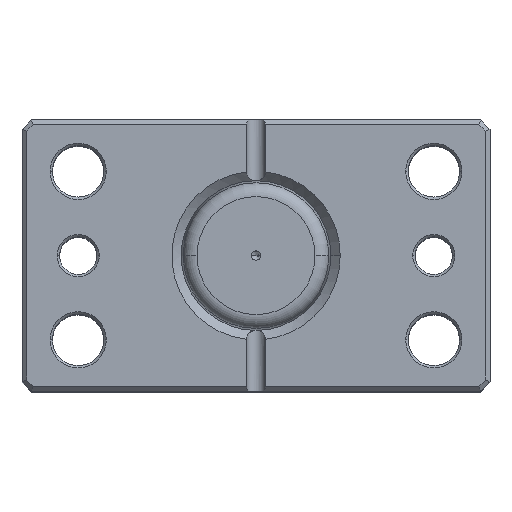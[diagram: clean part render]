
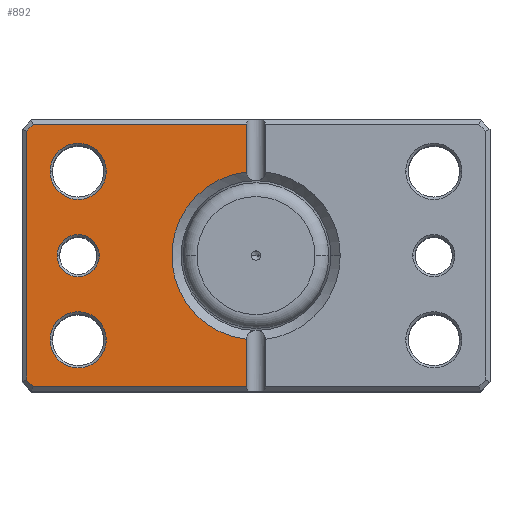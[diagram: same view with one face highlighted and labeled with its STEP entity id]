
A CAD part, top view. The second image highlights one B-rep face of the part: STEP entity #892.
In plain terms, the highlighted face is planar.
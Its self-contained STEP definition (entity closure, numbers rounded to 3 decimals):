
#210 = CARTESIAN_POINT ( 'NONE',  ( 32., 18., 0. ) ) ;
#225 = EDGE_LOOP ( 'NONE', ( #3850, #6841 ) ) ;
#229 = CARTESIAN_POINT ( 'NONE',  ( 2., 28., 0. ) ) ;
#242 = LINE ( 'NONE', #4569, #2936 ) ;
#301 = EDGE_CURVE ( 'NONE', #2850, #5748, #5546, .T. ) ;
#369 = CIRCLE ( 'NONE', #5945, 6. ) ;
#387 = LINE ( 'NONE', #5950, #3225 ) ;
#456 = ORIENTED_EDGE ( 'NONE', *, *, #4900, .T. ) ;
#472 = FACE_OUTER_BOUND ( 'NONE', #6264, .T. ) ;
#500 = ORIENTED_EDGE ( 'NONE', *, *, #3042, .T. ) ;
#512 = VERTEX_POINT ( 'NONE', #229 ) ;
#541 = CARTESIAN_POINT ( 'NONE',  ( 32., -18., 0. ) ) ;
#561 = EDGE_CURVE ( 'NONE', #2613, #1391, #2487, .T. ) ;
#602 = VERTEX_POINT ( 'NONE', #6305 ) ;
#647 = EDGE_CURVE ( 'NONE', #602, #1012, #3713, .T. ) ;
#745 = DIRECTION ( 'NONE',  ( 0., 1., 0. ) ) ;
#776 = CARTESIAN_POINT ( 'NONE',  ( 38., -18., 0. ) ) ;
#803 = AXIS2_PLACEMENT_3D ( 'NONE', #6091, #5799, #3734 ) ;
#871 = LINE ( 'NONE', #3626, #6370 ) ;
#892 = ADVANCED_FACE ( 'NONE', ( #3309, #6134, #1900, #472 ), #4543, .F. ) ;
#955 = CIRCLE ( 'NONE', #5776, 4.5 ) ;
#1012 = VERTEX_POINT ( 'NONE', #1056 ) ;
#1048 = CIRCLE ( 'NONE', #4783, 6. ) ;
#1056 = CARTESIAN_POINT ( 'NONE',  ( 2., -28., 0. ) ) ;
#1100 = VERTEX_POINT ( 'NONE', #6023 ) ;
#1107 = EDGE_CURVE ( 'NONE', #1100, #3383, #387, .T. ) ;
#1191 = CARTESIAN_POINT ( 'NONE',  ( 49., 26.586, 0. ) ) ;
#1244 = CARTESIAN_POINT ( 'NONE',  ( 2., -17.889, 0. ) ) ;
#1327 = DIRECTION ( 'NONE',  ( 1., 0., 0. ) ) ;
#1328 = CARTESIAN_POINT ( 'NONE',  ( 2., 29., 0. ) ) ;
#1336 = ORIENTED_EDGE ( 'NONE', *, *, #6114, .T. ) ;
#1391 = VERTEX_POINT ( 'NONE', #2593 ) ;
#1437 = DIRECTION ( 'NONE',  ( 0., 0., 1. ) ) ;
#1438 = LINE ( 'NONE', #1328, #5322 ) ;
#1554 = ORIENTED_EDGE ( 'NONE', *, *, #5456, .T. ) ;
#1614 = DIRECTION ( 'NONE',  ( 0.707, -0.707, 0. ) ) ;
#1755 = AXIS2_PLACEMENT_3D ( 'NONE', #6335, #6360, #6432 ) ;
#1789 = DIRECTION ( 'NONE',  ( 1., 0., 0. ) ) ;
#1900 = FACE_BOUND ( 'NONE', #2519, .T. ) ;
#1999 = DIRECTION ( 'NONE',  ( -0.707, -0.707, 0. ) ) ;
#2160 = VECTOR ( 'NONE', #4382, 1000. ) ;
#2233 = ORIENTED_EDGE ( 'NONE', *, *, #301, .T. ) ;
#2296 = EDGE_CURVE ( 'NONE', #4416, #602, #871, .T. ) ;
#2328 = CARTESIAN_POINT ( 'NONE',  ( 38., 0., 0. ) ) ;
#2383 = LINE ( 'NONE', #3357, #3696 ) ;
#2405 = DIRECTION ( 'NONE',  ( 0., 1., 0. ) ) ;
#2466 = AXIS2_PLACEMENT_3D ( 'NONE', #5858, #2660, #6849 ) ;
#2487 = CIRCLE ( 'NONE', #1755, 18. ) ;
#2519 = EDGE_LOOP ( 'NONE', ( #5770, #500 ) ) ;
#2527 = DIRECTION ( 'NONE',  ( 0., 0., 1. ) ) ;
#2588 = EDGE_CURVE ( 'NONE', #3655, #4500, #955, .T. ) ;
#2593 = CARTESIAN_POINT ( 'NONE',  ( 2., 17.889, 0. ) ) ;
#2600 = EDGE_CURVE ( 'NONE', #1391, #512, #2383, .T. ) ;
#2613 = VERTEX_POINT ( 'NONE', #1244 ) ;
#2660 = DIRECTION ( 'NONE',  ( 0., 0., 1. ) ) ;
#2680 = EDGE_CURVE ( 'NONE', #5908, #6673, #6205, .T. ) ;
#2790 = CARTESIAN_POINT ( 'NONE',  ( 0., 28., 0. ) ) ;
#2850 = VERTEX_POINT ( 'NONE', #4347 ) ;
#2936 = VECTOR ( 'NONE', #5103, 1000. ) ;
#3015 = ORIENTED_EDGE ( 'NONE', *, *, #561, .T. ) ;
#3042 = EDGE_CURVE ( 'NONE', #6673, #5908, #1048, .T. ) ;
#3225 = VECTOR ( 'NONE', #1614, 1000. ) ;
#3309 = FACE_BOUND ( 'NONE', #225, .T. ) ;
#3349 = VECTOR ( 'NONE', #5941, 1000. ) ;
#3357 = CARTESIAN_POINT ( 'NONE',  ( 2., 29., 0. ) ) ;
#3383 = VERTEX_POINT ( 'NONE', #1191 ) ;
#3488 = CARTESIAN_POINT ( 'NONE',  ( 33.5, 0., 0. ) ) ;
#3510 = LINE ( 'NONE', #2790, #3349 ) ;
#3549 = EDGE_CURVE ( 'NONE', #5748, #2850, #369, .T. ) ;
#3626 = CARTESIAN_POINT ( 'NONE',  ( 37.793, -37.793, 0. ) ) ;
#3655 = VERTEX_POINT ( 'NONE', #5186 ) ;
#3696 = VECTOR ( 'NONE', #745, 1000. ) ;
#3713 = LINE ( 'NONE', #4453, #2160 ) ;
#3734 = DIRECTION ( 'NONE',  ( 1., 0., 0. ) ) ;
#3795 = CARTESIAN_POINT ( 'NONE',  ( 0., 0., 0. ) ) ;
#3850 = ORIENTED_EDGE ( 'NONE', *, *, #6185, .T. ) ;
#3925 = ORIENTED_EDGE ( 'NONE', *, *, #1107, .T. ) ;
#3980 = CIRCLE ( 'NONE', #5011, 4.5 ) ;
#4275 = CARTESIAN_POINT ( 'NONE',  ( 44., 18., 0. ) ) ;
#4347 = CARTESIAN_POINT ( 'NONE',  ( 44., -18., 0. ) ) ;
#4382 = DIRECTION ( 'NONE',  ( -1., 0., 0. ) ) ;
#4416 = VERTEX_POINT ( 'NONE', #4961 ) ;
#4453 = CARTESIAN_POINT ( 'NONE',  ( 0., -28., 0. ) ) ;
#4456 = DIRECTION ( 'NONE',  ( 0., 0., 1. ) ) ;
#4482 = DIRECTION ( 'NONE',  ( 0., 0., 1. ) ) ;
#4500 = VERTEX_POINT ( 'NONE', #3488 ) ;
#4543 = PLANE ( 'NONE',  #5872 ) ;
#4569 = CARTESIAN_POINT ( 'NONE',  ( 49., 0., 0. ) ) ;
#4596 = CARTESIAN_POINT ( 'NONE',  ( 38., 18., 0. ) ) ;
#4704 = ORIENTED_EDGE ( 'NONE', *, *, #2296, .T. ) ;
#4783 = AXIS2_PLACEMENT_3D ( 'NONE', #4596, #1437, #5127 ) ;
#4900 = EDGE_CURVE ( 'NONE', #512, #1100, #3510, .T. ) ;
#4961 = CARTESIAN_POINT ( 'NONE',  ( 49., -26.586, 0. ) ) ;
#5011 = AXIS2_PLACEMENT_3D ( 'NONE', #5680, #2527, #6238 ) ;
#5103 = DIRECTION ( 'NONE',  ( 0., -1., 0. ) ) ;
#5127 = DIRECTION ( 'NONE',  ( 1., 0., 0. ) ) ;
#5186 = CARTESIAN_POINT ( 'NONE',  ( 42.5, 0., 0. ) ) ;
#5322 = VECTOR ( 'NONE', #2405, 1000. ) ;
#5423 = ORIENTED_EDGE ( 'NONE', *, *, #2600, .T. ) ;
#5456 = EDGE_CURVE ( 'NONE', #1012, #2613, #1438, .T. ) ;
#5546 = CIRCLE ( 'NONE', #803, 6. ) ;
#5680 = CARTESIAN_POINT ( 'NONE',  ( 38., 0., 0. ) ) ;
#5748 = VERTEX_POINT ( 'NONE', #541 ) ;
#5770 = ORIENTED_EDGE ( 'NONE', *, *, #2680, .T. ) ;
#5776 = AXIS2_PLACEMENT_3D ( 'NONE', #2328, #4456, #1789 ) ;
#5799 = DIRECTION ( 'NONE',  ( 0., 0., 1. ) ) ;
#5814 = DIRECTION ( 'NONE',  ( 0., 0., 1. ) ) ;
#5858 = CARTESIAN_POINT ( 'NONE',  ( 38., 18., 0. ) ) ;
#5872 = AXIS2_PLACEMENT_3D ( 'NONE', #3795, #5814, #5886 ) ;
#5886 = DIRECTION ( 'NONE',  ( 1., 0., 0. ) ) ;
#5908 = VERTEX_POINT ( 'NONE', #210 ) ;
#5941 = DIRECTION ( 'NONE',  ( 1., 0., 0. ) ) ;
#5945 = AXIS2_PLACEMENT_3D ( 'NONE', #776, #4482, #1327 ) ;
#5950 = CARTESIAN_POINT ( 'NONE',  ( 37.793, 37.793, 0. ) ) ;
#6023 = CARTESIAN_POINT ( 'NONE',  ( 47.586, 28., 0. ) ) ;
#6091 = CARTESIAN_POINT ( 'NONE',  ( 38., -18., 0. ) ) ;
#6114 = EDGE_CURVE ( 'NONE', #3383, #4416, #242, .T. ) ;
#6134 = FACE_BOUND ( 'NONE', #6707, .T. ) ;
#6185 = EDGE_CURVE ( 'NONE', #4500, #3655, #3980, .T. ) ;
#6205 = CIRCLE ( 'NONE', #2466, 6. ) ;
#6238 = DIRECTION ( 'NONE',  ( 1., 0., 0. ) ) ;
#6264 = EDGE_LOOP ( 'NONE', ( #1554, #3015, #5423, #456, #3925, #1336, #4704, #6494 ) ) ;
#6305 = CARTESIAN_POINT ( 'NONE',  ( 47.586, -28., 0. ) ) ;
#6335 = CARTESIAN_POINT ( 'NONE',  ( 0., 0., 0. ) ) ;
#6360 = DIRECTION ( 'NONE',  ( 0., 0., 1. ) ) ;
#6370 = VECTOR ( 'NONE', #1999, 1000. ) ;
#6432 = DIRECTION ( 'NONE',  ( 1., 0., 0. ) ) ;
#6494 = ORIENTED_EDGE ( 'NONE', *, *, #647, .T. ) ;
#6535 = ORIENTED_EDGE ( 'NONE', *, *, #3549, .T. ) ;
#6673 = VERTEX_POINT ( 'NONE', #4275 ) ;
#6707 = EDGE_LOOP ( 'NONE', ( #6535, #2233 ) ) ;
#6841 = ORIENTED_EDGE ( 'NONE', *, *, #2588, .T. ) ;
#6849 = DIRECTION ( 'NONE',  ( 1., 0., 0. ) ) ;
